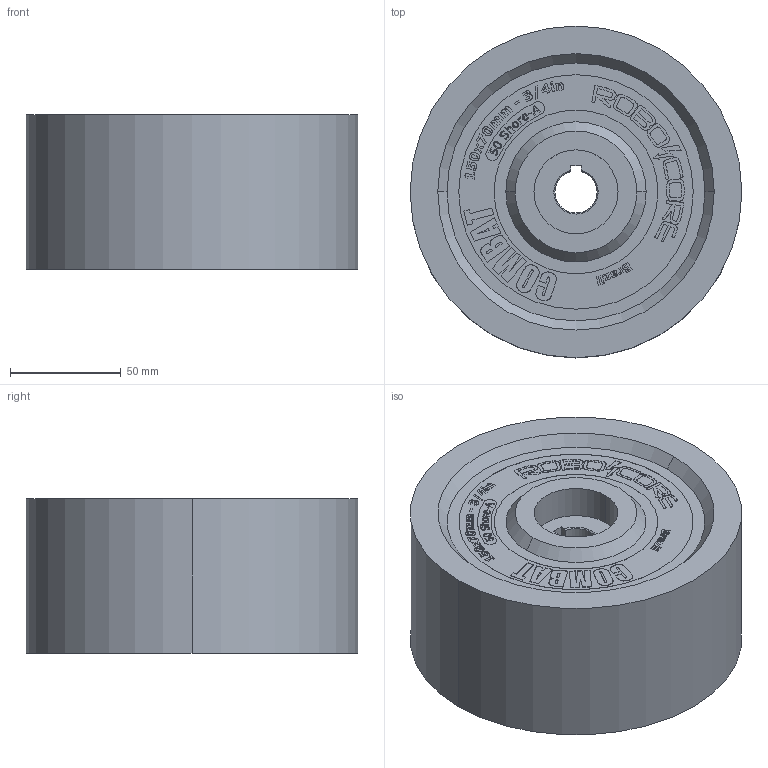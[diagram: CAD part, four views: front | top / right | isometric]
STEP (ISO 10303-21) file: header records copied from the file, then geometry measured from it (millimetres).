
FILE_DESCRIPTION (( 'STEP AP203' ), '1' );
FILE_NAME ('Roda_COMBAT-150x70D19-STEP.STEP', '2021-05-27T20:22:06', ( '' ), ( '' ), 'SwSTEP 2.0', 'SolidWorks 2013', '' );
FILE_SCHEMA (( 'CONFIG_CONTROL_DESIGN' ));
Length unit declared in the file: centimetre
Products named in the file (3): Roda-rp6; Cubo_RP6_D19_Predeterminada; Roda_COMBAT-150x70D19-STEP
Assembly tree (2 placements, depth 2):
  Roda_COMBAT-150x70D19-STEP
    Roda-rp6
    Cubo_RP6_D19_Predeterminada
Bounding box: 150 x 150 x 70 mm (x, y, z)
Volume: 1075189.3 mm3; surface area: 94701.4 mm2
Topology: 2 solids, 2 shells, 807 faces, 2164 edges, 1436 vertices
Faces by surface type: plane 462, bspline 295, cylinder 28, cone 22
Entity records: 36661 total; most frequent: CARTESIAN_POINT 18120, ORIENTED_EDGE 4328, DIRECTION 2680, EDGE_CURVE 2164, LINE 1492, VECTOR 1492, VERTEX_POINT 1436, EDGE_LOOP 886
